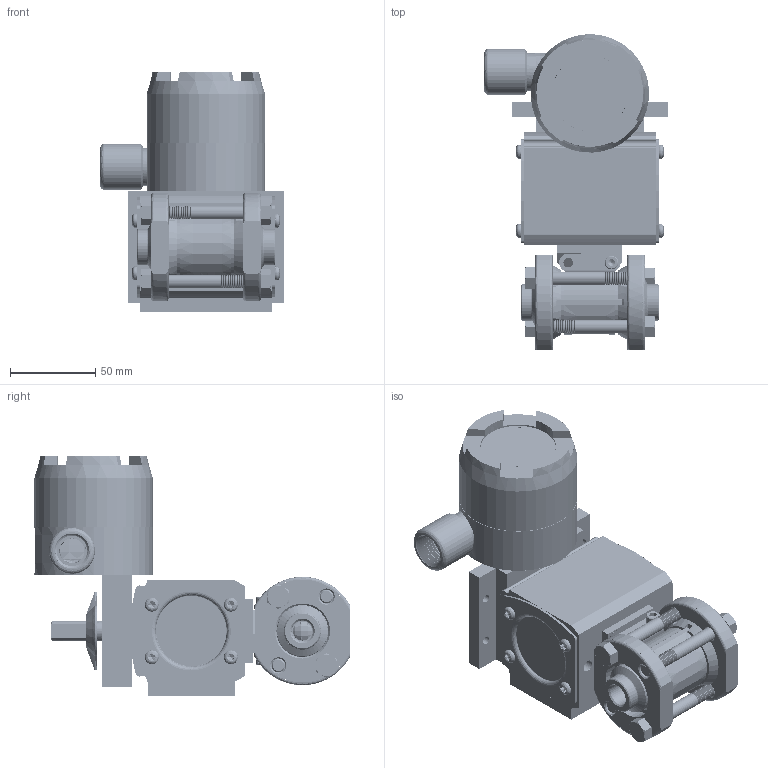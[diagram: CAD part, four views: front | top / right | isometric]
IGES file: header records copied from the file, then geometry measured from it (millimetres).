
Start section: SolidWorks IGES file using analytic representation for surfaces
Global section: file name: 25XXTSWSA512DLS.igs; native system: SolidWorks 2018; preprocessor: SolidWorks 2018; author: ryanm; date: 180904.154107; units: inch
Bounding box: 107.71 x 184.85 x 140.21 mm (x, y, z)
Surface area: 219523.6 mm2 (no closed solid volume)
Topology: 0 solids, 0 shells, 3642 faces, 56754 edges, 56615 vertices
Faces by surface type: revolution 2830, bspline 812
